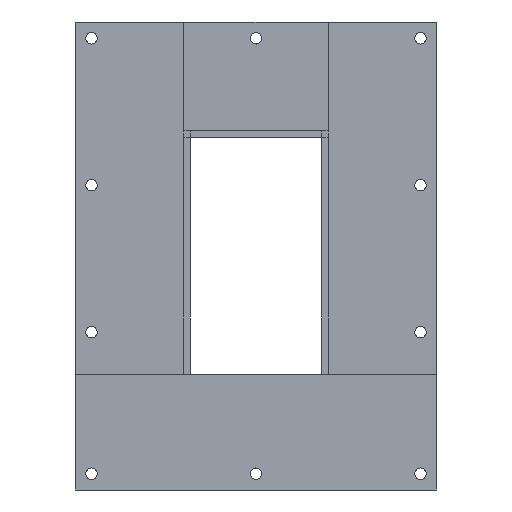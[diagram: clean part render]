
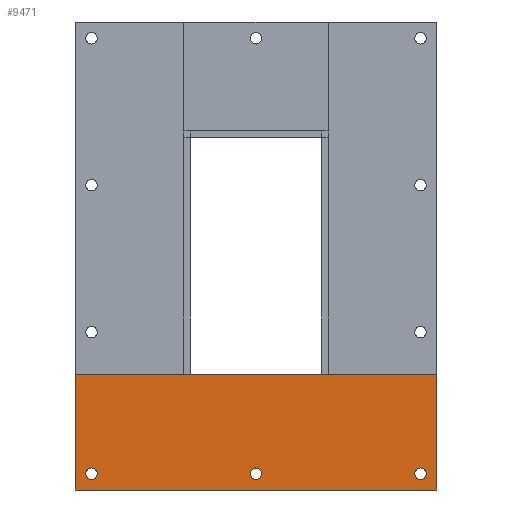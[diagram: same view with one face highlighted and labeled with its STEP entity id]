
A CAD part, left-side view. The second image highlights one B-rep face of the part: STEP entity #9471.
In plain terms, the highlighted planar face has unit normal (-1, 0, 0).
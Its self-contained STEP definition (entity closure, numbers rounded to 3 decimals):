
#735=LINE('',#15221,#1269);
#842=LINE('',#15723,#1376);
#843=LINE('',#15725,#1377);
#844=LINE('',#15727,#1378);
#845=LINE('',#15728,#1379);
#846=LINE('',#15729,#1380);
#1269=VECTOR('',#12383,10.);
#1376=VECTOR('',#12654,10.);
#1377=VECTOR('',#12655,10.);
#1378=VECTOR('',#12656,10.);
#1379=VECTOR('',#12657,10.);
#1380=VECTOR('',#12658,10.);
#1773=FACE_BOUND('',#2983,.T.);
#1774=FACE_BOUND('',#2984,.T.);
#1775=FACE_BOUND('',#2985,.T.);
#2263=FACE_OUTER_BOUND('',#2982,.T.);
#2982=EDGE_LOOP('',(#7367,#7368,#7369,#7370,#7371,#7372));
#2983=EDGE_LOOP('',(#7373));
#2984=EDGE_LOOP('',(#7374));
#2985=EDGE_LOOP('',(#7375));
#3516=CIRCLE('',#10460,5.25);
#3517=CIRCLE('',#10461,5.25);
#3518=CIRCLE('',#10462,5.25);
#4067=VERTEX_POINT('',#15194);
#4075=VERTEX_POINT('',#15214);
#4162=VERTEX_POINT('',#15721);
#4163=VERTEX_POINT('',#15722);
#4164=VERTEX_POINT('',#15724);
#4165=VERTEX_POINT('',#15726);
#4166=VERTEX_POINT('',#15730);
#4167=VERTEX_POINT('',#15732);
#4168=VERTEX_POINT('',#15734);
#5133=EDGE_CURVE('',#4067,#4075,#735,.F.);
#5274=EDGE_CURVE('',#4162,#4163,#842,.T.);
#5275=EDGE_CURVE('',#4164,#4162,#843,.T.);
#5276=EDGE_CURVE('',#4165,#4164,#844,.T.);
#5277=EDGE_CURVE('',#4067,#4165,#845,.T.);
#5278=EDGE_CURVE('',#4163,#4075,#846,.T.);
#5279=EDGE_CURVE('',#4166,#4166,#3516,.T.);
#5280=EDGE_CURVE('',#4167,#4167,#3517,.T.);
#5281=EDGE_CURVE('',#4168,#4168,#3518,.T.);
#7367=ORIENTED_EDGE('',*,*,#5274,.F.);
#7368=ORIENTED_EDGE('',*,*,#5275,.F.);
#7369=ORIENTED_EDGE('',*,*,#5276,.F.);
#7370=ORIENTED_EDGE('',*,*,#5277,.F.);
#7371=ORIENTED_EDGE('',*,*,#5133,.T.);
#7372=ORIENTED_EDGE('',*,*,#5278,.F.);
#7373=ORIENTED_EDGE('',*,*,#5279,.T.);
#7374=ORIENTED_EDGE('',*,*,#5280,.T.);
#7375=ORIENTED_EDGE('',*,*,#5281,.T.);
#8323=PLANE('',#10459);
#9471=ADVANCED_FACE('',(#2263,#1773,#1774,#1775),#8323,.F.);
#10459=AXIS2_PLACEMENT_3D('',#15720,#12652,#12653);
#10460=AXIS2_PLACEMENT_3D('',#15731,#12659,#12660);
#10461=AXIS2_PLACEMENT_3D('',#15733,#12661,#12662);
#10462=AXIS2_PLACEMENT_3D('',#15735,#12663,#12664);
#12383=DIRECTION('',(0.,-1.,0.));
#12652=DIRECTION('center_axis',(1.,0.,0.));
#12653=DIRECTION('ref_axis',(0.,-1.,0.));
#12654=DIRECTION('',(0.,-1.,0.));
#12655=DIRECTION('',(0.,0.,1.));
#12656=DIRECTION('',(0.,1.,0.));
#12657=DIRECTION('',(0.,0.,-1.));
#12658=DIRECTION('',(0.,-1.,0.));
#12659=DIRECTION('center_axis',(1.,0.,0.));
#12660=DIRECTION('ref_axis',(0.,-1.,0.));
#12661=DIRECTION('center_axis',(1.,0.,0.));
#12662=DIRECTION('ref_axis',(0.,-1.,0.));
#12663=DIRECTION('center_axis',(1.,0.,0.));
#12664=DIRECTION('ref_axis',(0.,-1.,0.));
#15194=CARTESIAN_POINT('',(0.,-100.,-228.));
#15214=CARTESIAN_POINT('',(0.,6.,-228.));
#15221=CARTESIAN_POINT('',(0.,-75.,-228.));
#15720=CARTESIAN_POINT('Origin',(0.,66.25,
-281.));
#15721=CARTESIAN_POINT('',(0.,232.5,-228.));
#15722=CARTESIAN_POINT('',(0.,126.5,-228.));
#15723=CARTESIAN_POINT('',(0.,232.5,-228.));
#15724=CARTESIAN_POINT('',(0.,232.5,-334.));
#15725=CARTESIAN_POINT('',(0.,232.5,-334.));
#15726=CARTESIAN_POINT('',(0.,-100.,-334.));
#15727=CARTESIAN_POINT('',(0.,-100.,-334.));
#15728=CARTESIAN_POINT('',(0.,-100.,-228.));
#15729=CARTESIAN_POINT('',(0.,232.5,-228.));
#15730=CARTESIAN_POINT('',(0.,71.5,-319.));
#15731=CARTESIAN_POINT('Origin',(0.,66.25,
-319.));
#15732=CARTESIAN_POINT('',(0.,222.75,-319.));
#15733=CARTESIAN_POINT('Origin',(0.,217.5,-319.));
#15734=CARTESIAN_POINT('',(0.,-79.75,-319.));
#15735=CARTESIAN_POINT('Origin',(0.,-85.,
-319.));
